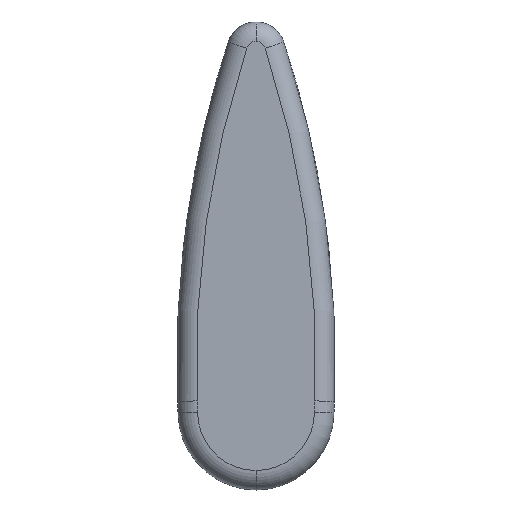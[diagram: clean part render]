
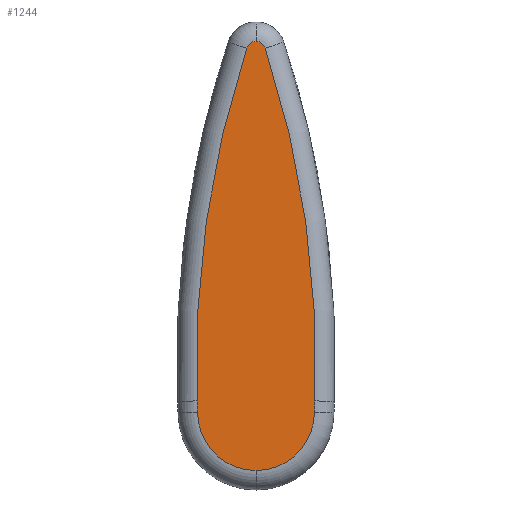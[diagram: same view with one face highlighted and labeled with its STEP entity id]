
A CAD part, front view. The second image highlights one B-rep face of the part: STEP entity #1244.
In plain terms, the highlighted planar face has unit normal (0, -1, 0).
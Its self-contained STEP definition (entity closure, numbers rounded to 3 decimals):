
#37 = ORIENTED_EDGE ( 'NONE', *, *, #1056, .T. ) ;
#49 = CARTESIAN_POINT ( 'NONE',  ( 0., -20.5, -185. ) ) ;
#70 = ORIENTED_EDGE ( 'NONE', *, *, #165, .T. ) ;
#77 = AXIS2_PLACEMENT_3D ( 'NONE', #439, #1553, #568 ) ;
#132 = CIRCLE ( 'NONE', #1236, 230. ) ;
#141 = CARTESIAN_POINT ( 'NONE',  ( 0., -20.5, -185. ) ) ;
#164 = CARTESIAN_POINT ( 'NONE',  ( -259.98, -20.5, -188.2 ) ) ;
#165 = EDGE_CURVE ( 'NONE', #1197, #1126, #1515, .T. ) ;
#175 = DIRECTION ( 'NONE',  ( 0., 0., -1. ) ) ;
#197 = CARTESIAN_POINT ( 'NONE',  ( 30.153, -20.5, -179.29 ) ) ;
#201 = DIRECTION ( 'NONE',  ( 0., 0., -1. ) ) ;
#223 = CARTESIAN_POINT ( 'NONE',  ( 0., -20.5, 0. ) ) ;
#238 = CARTESIAN_POINT ( 'NONE',  ( 29.998, -20.5, -185.369 ) ) ;
#299 = ORIENTED_EDGE ( 'NONE', *, *, #1115, .T. ) ;
#311 = ORIENTED_EDGE ( 'NONE', *, *, #648, .T. ) ;
#374 = ORIENTED_EDGE ( 'NONE', *, *, #747, .T. ) ;
#395 = ORIENTED_EDGE ( 'NONE', *, *, #462, .T. ) ;
#396 = DIRECTION ( 'NONE',  ( 0., 0., -1. ) ) ;
#405 = AXIS2_PLACEMENT_3D ( 'NONE', #141, #976, #854 ) ;
#426 = VERTEX_POINT ( 'NONE', #1011 ) ;
#428 = EDGE_CURVE ( 'NONE', #586, #426, #710, .T. ) ;
#439 = CARTESIAN_POINT ( 'NONE',  ( -484.319, -20.5, -159.345 ) ) ;
#462 = EDGE_CURVE ( 'NONE', #657, #586, #1567, .T. ) ;
#514 = CIRCLE ( 'NONE', #1443, 230. ) ;
#535 = DIRECTION ( 'NONE',  ( 0., -1., 0. ) ) ;
#537 = CARTESIAN_POINT ( 'NONE',  ( 0., -20.5, 0. ) ) ;
#568 = DIRECTION ( 'NONE',  ( 0., 0., -1. ) ) ;
#586 = VERTEX_POINT ( 'NONE', #1219 ) ;
#636 = EDGE_CURVE ( 'NONE', #1266, #657, #132, .T. ) ;
#640 = CIRCLE ( 'NONE', #1544, 30. ) ;
#648 = EDGE_CURVE ( 'NONE', #779, #1197, #514, .T. ) ;
#657 = VERTEX_POINT ( 'NONE', #197 ) ;
#673 = CARTESIAN_POINT ( 'NONE',  ( 484.319, -20.5, -159.345 ) ) ;
#676 = DIRECTION ( 'NONE',  ( 0., 0., -1. ) ) ;
#710 = CIRCLE ( 'NONE', #949, 5. ) ;
#719 = AXIS2_PLACEMENT_3D ( 'NONE', #673, #1539, #1172 ) ;
#722 = CARTESIAN_POINT ( 'NONE',  ( 259.98, -20.5, -188.2 ) ) ;
#724 = CARTESIAN_POINT ( 'NONE',  ( 112.17, -20.5, -173.772 ) ) ;
#747 = EDGE_CURVE ( 'NONE', #426, #1568, #794, .T. ) ;
#779 = VERTEX_POINT ( 'NONE', #1402 ) ;
#794 = CIRCLE ( 'NONE', #1209, 5. ) ;
#813 = FACE_OUTER_BOUND ( 'NONE', #955, .T. ) ;
#854 = DIRECTION ( 'NONE',  ( 0., 0., -1. ) ) ;
#869 = ORIENTED_EDGE ( 'NONE', *, *, #428, .T. ) ;
#892 = CARTESIAN_POINT ( 'NONE',  ( -4.75, -20.5, 1.563 ) ) ;
#949 = AXIS2_PLACEMENT_3D ( 'NONE', #223, #1548, #1446 ) ;
#955 = EDGE_LOOP ( 'NONE', ( #1249, #395, #869, #374, #37, #311, #70, #299 ) ) ;
#976 = DIRECTION ( 'NONE',  ( 0., -1., 0. ) ) ;
#1011 = CARTESIAN_POINT ( 'NONE',  ( 0., -20.5, 5. ) ) ;
#1056 = EDGE_CURVE ( 'NONE', #1568, #779, #1365, .T. ) ;
#1115 = EDGE_CURVE ( 'NONE', #1126, #1266, #640, .T. ) ;
#1126 = VERTEX_POINT ( 'NONE', #1423 ) ;
#1172 = DIRECTION ( 'NONE',  ( 0., 0., -1. ) ) ;
#1197 = VERTEX_POINT ( 'NONE', #1563 ) ;
#1209 = AXIS2_PLACEMENT_3D ( 'NONE', #537, #1521, #676 ) ;
#1219 = CARTESIAN_POINT ( 'NONE',  ( 4.75, -20.5, 1.563 ) ) ;
#1236 = AXIS2_PLACEMENT_3D ( 'NONE', #722, #1506, #396 ) ;
#1244 = ADVANCED_FACE ( 'NONE', ( #813 ), #1304, .T. ) ;
#1249 = ORIENTED_EDGE ( 'NONE', *, *, #636, .T. ) ;
#1266 = VERTEX_POINT ( 'NONE', #238 ) ;
#1288 = AXIS2_PLACEMENT_3D ( 'NONE', #724, #1464, #201 ) ;
#1304 = PLANE ( 'NONE',  #1288 ) ;
#1365 = CIRCLE ( 'NONE', #719, 514.859 ) ;
#1402 = CARTESIAN_POINT ( 'NONE',  ( -30.153, -20.5, -179.29 ) ) ;
#1423 = CARTESIAN_POINT ( 'NONE',  ( 0., -20.5, -215. ) ) ;
#1443 = AXIS2_PLACEMENT_3D ( 'NONE', #164, #1552, #1543 ) ;
#1446 = DIRECTION ( 'NONE',  ( 0., 0., -1. ) ) ;
#1464 = DIRECTION ( 'NONE',  ( 0., -1., 0. ) ) ;
#1506 = DIRECTION ( 'NONE',  ( 0., 1., 0. ) ) ;
#1515 = CIRCLE ( 'NONE', #405, 30. ) ;
#1521 = DIRECTION ( 'NONE',  ( 0., -1., 0. ) ) ;
#1539 = DIRECTION ( 'NONE',  ( 0., -1., 0. ) ) ;
#1543 = DIRECTION ( 'NONE',  ( 0., 0., -1. ) ) ;
#1544 = AXIS2_PLACEMENT_3D ( 'NONE', #49, #535, #175 ) ;
#1548 = DIRECTION ( 'NONE',  ( 0., -1., 0. ) ) ;
#1552 = DIRECTION ( 'NONE',  ( 0., 1., 0. ) ) ;
#1553 = DIRECTION ( 'NONE',  ( 0., -1., 0. ) ) ;
#1563 = CARTESIAN_POINT ( 'NONE',  ( -29.998, -20.5, -185.369 ) ) ;
#1567 = CIRCLE ( 'NONE', #77, 514.859 ) ;
#1568 = VERTEX_POINT ( 'NONE', #892 ) ;
